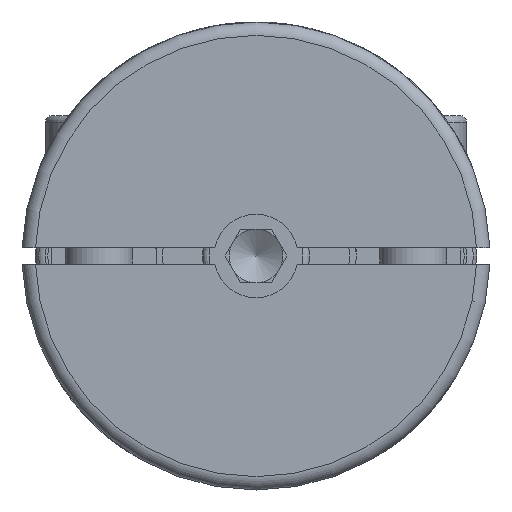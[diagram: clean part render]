
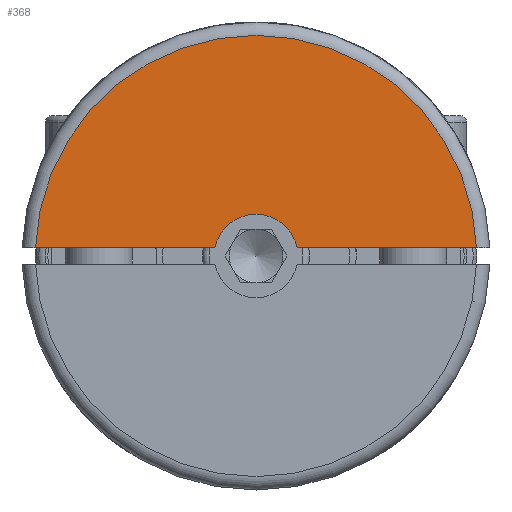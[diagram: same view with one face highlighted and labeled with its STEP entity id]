
A CAD part, left-side view. The second image highlights one B-rep face of the part: STEP entity #368.
In plain terms, the highlighted planar face has unit normal (-1, 0, 0).
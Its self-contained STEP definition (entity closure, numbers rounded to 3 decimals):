
#368 = ADVANCED_FACE( '', ( #1002 ), #1003, .F. );
#1002 = FACE_OUTER_BOUND( '', #2058, .T. );
#1003 = PLANE( '', #2059 );
#2058 = EDGE_LOOP( '', ( #3215, #3216, #3217, #3218 ) );
#2059 = AXIS2_PLACEMENT_3D( '', #3219, #3220, #3221 );
#3215 = ORIENTED_EDGE( '', *, *, #5162, .F. );
#3216 = ORIENTED_EDGE( '', *, *, #5163, .T. );
#3217 = ORIENTED_EDGE( '', *, *, #5075, .F. );
#3218 = ORIENTED_EDGE( '', *, *, #5164, .F. );
#3219 = CARTESIAN_POINT( '', ( 0., 0., 6. ) );
#3220 = DIRECTION( '', ( 1., 0., 0. ) );
#3221 = DIRECTION( '', ( 0., 0., 1. ) );
#5075 = EDGE_CURVE( '', #5835, #5837, #5838, .T. );
#5162 = EDGE_CURVE( '', #5983, #5984, #5985, .T. );
#5163 = EDGE_CURVE( '', #5983, #5837, #5986, .T. );
#5164 = EDGE_CURVE( '', #5984, #5835, #5987, .T. );
#5835 = VERTEX_POINT( '', #7213 );
#5837 = VERTEX_POINT( '', #7228 );
#5838 = LINE( '', #7229, #7230 );
#5983 = VERTEX_POINT( '', #7411 );
#5984 = VERTEX_POINT( '', #7412 );
#5985 = LINE( '', #7413, #7414 );
#5986 = CIRCLE( '', #7415, 6.25 );
#5987 = CIRCLE( '', #7416, 33. );
#7213 = CARTESIAN_POINT( '', ( 0., -32.978, 1.2 ) );
#7228 = CARTESIAN_POINT( '', ( 0., -6.134, 1.2 ) );
#7229 = CARTESIAN_POINT( '', ( 0., 0., 1.2 ) );
#7230 = VECTOR( '', #9225, 1000. );
#7411 = CARTESIAN_POINT( '', ( 0., 6.134, 1.2 ) );
#7412 = CARTESIAN_POINT( '', ( 0., 32.978, 1.2 ) );
#7413 = CARTESIAN_POINT( '', ( 0., 0., 1.2 ) );
#7414 = VECTOR( '', #9343, 1000. );
#7415 = AXIS2_PLACEMENT_3D( '', #9344, #9345, #9346 );
#7416 = AXIS2_PLACEMENT_3D( '', #9347, #9348, #9349 );
#9225 = DIRECTION( '', ( 0., 1., 0. ) );
#9343 = DIRECTION( '', ( 0., 1., 0. ) );
#9344 = CARTESIAN_POINT( '', ( 0., 0., 0. ) );
#9345 = DIRECTION( '', ( 1., 0., 0. ) );
#9346 = DIRECTION( '', ( 0., -1., 0. ) );
#9347 = CARTESIAN_POINT( '', ( 0., 0., 0. ) );
#9348 = DIRECTION( '', ( 1., 0., 0. ) );
#9349 = DIRECTION( '', ( 0., 0., 1. ) );
